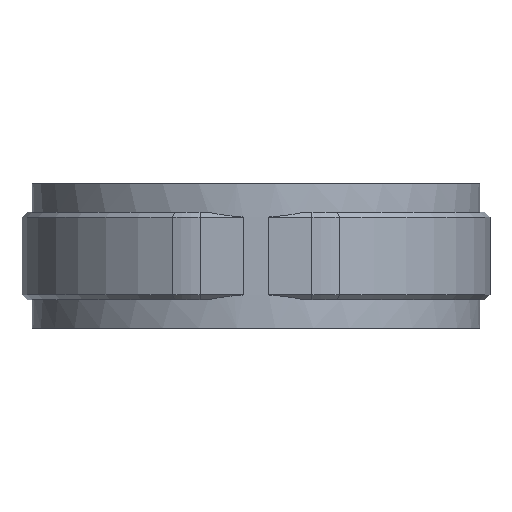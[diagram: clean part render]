
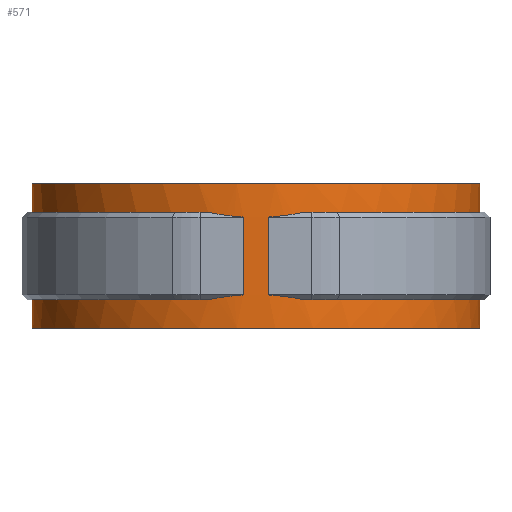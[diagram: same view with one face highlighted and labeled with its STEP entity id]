
A CAD part, front view. The second image highlights one B-rep face of the part: STEP entity #571.
In plain terms, the highlighted cylindrical face has radius 43.5 mm (diameter 87 mm), a partial arc.
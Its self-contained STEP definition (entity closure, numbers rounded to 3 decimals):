
#571 = ADVANCED_FACE( '', ( #1072 ), #1073, .T. );
#1072 = FACE_OUTER_BOUND( '', #2408, .T. );
#1073 = CYLINDRICAL_SURFACE( '', #2409, 43.5 );
#2408 = EDGE_LOOP( '', ( #5386, #5387, #5388, #5389, #5390, #5391, #5392, #5393, #5394, #5395, #5396, #5397, #5398, #5399, #5400, #5401 ) );
#2409 = AXIS2_PLACEMENT_3D( '', #5402, #5403, #5404 );
#5386 = ORIENTED_EDGE( '', *, *, #7833, .F. );
#5387 = ORIENTED_EDGE( '', *, *, #7834, .T. );
#5388 = ORIENTED_EDGE( '', *, *, #7818, .T. );
#5389 = ORIENTED_EDGE( '', *, *, #7809, .T. );
#5390 = ORIENTED_EDGE( '', *, *, #7796, .T. );
#5391 = ORIENTED_EDGE( '', *, *, #7802, .F. );
#5392 = ORIENTED_EDGE( '', *, *, #7835, .T. );
#5393 = ORIENTED_EDGE( '', *, *, #7836, .T. );
#5394 = ORIENTED_EDGE( '', *, *, #7837, .F. );
#5395 = ORIENTED_EDGE( '', *, *, #7838, .T. );
#5396 = ORIENTED_EDGE( '', *, *, #7839, .F. );
#5397 = ORIENTED_EDGE( '', *, *, #7804, .F. );
#5398 = ORIENTED_EDGE( '', *, *, #7788, .F. );
#5399 = ORIENTED_EDGE( '', *, *, #7815, .T. );
#5400 = ORIENTED_EDGE( '', *, *, #7840, .F. );
#5401 = ORIENTED_EDGE( '', *, *, #7841, .T. );
#5402 = CARTESIAN_POINT( '', ( 0., 0., -14. ) );
#5403 = DIRECTION( '', ( 0., 0., -1. ) );
#5404 = DIRECTION( '', ( -1., 0., 0. ) );
#7788 = EDGE_CURVE( '', #9039, #9041, #9042, .T. );
#7796 = EDGE_CURVE( '', #9055, #9053, #9056, .T. );
#7802 = EDGE_CURVE( '', #9064, #9053, #9066, .T. );
#7804 = EDGE_CURVE( '', #9041, #9068, #9069, .T. );
#7809 = EDGE_CURVE( '', #9075, #9055, #9076, .T. );
#7815 = EDGE_CURVE( '', #9039, #9085, #9087, .T. );
#7818 = EDGE_CURVE( '', #9090, #9075, #9091, .T. );
#7833 = EDGE_CURVE( '', #9108, #9109, #9110, .F. );
#7834 = EDGE_CURVE( '', #9108, #9090, #9111, .T. );
#7835 = EDGE_CURVE( '', #9064, #9112, #9113, .T. );
#7836 = EDGE_CURVE( '', #9112, #9114, #9115, .T. );
#7837 = EDGE_CURVE( '', #9116, #9114, #9117, .T. );
#7838 = EDGE_CURVE( '', #9116, #9118, #9119, .F. );
#7839 = EDGE_CURVE( '', #9068, #9118, #9120, .T. );
#7840 = EDGE_CURVE( '', #9121, #9085, #9122, .T. );
#7841 = EDGE_CURVE( '', #9121, #9109, #9123, .F. );
#9039 = VERTEX_POINT( '', #12809 );
#9041 = VERTEX_POINT( '', #12812 );
#9042 = CIRCLE( '', #12813, 43.5 );
#9053 = VERTEX_POINT( '', #12829 );
#9055 = VERTEX_POINT( '', #12832 );
#9056 = CIRCLE( '', #12833, 43.5 );
#9064 = VERTEX_POINT( '', #12847 );
#9066 = LINE( '', #12850, #12851 );
#9068 = VERTEX_POINT( '', #12854 );
#9069 = LINE( '', #12855, #12856 );
#9075 = VERTEX_POINT( '', #12868 );
#9076 = LINE( '', #12869, #12870 );
#9085 = VERTEX_POINT( '', #12887 );
#9087 = LINE( '', #12890, #12891 );
#9090 = VERTEX_POINT( '', #12896 );
#9091 = CIRCLE( '', #12897, 43.5 );
#9108 = VERTEX_POINT( '', #12926 );
#9109 = VERTEX_POINT( '', #12927 );
#9110 = LINE( '', #12928, #12929 );
#9111 = ELLIPSE( '', #12930, 61.518, 43.5 );
#9112 = VERTEX_POINT( '', #12931 );
#9113 = CIRCLE( '', #12932, 43.5 );
#9114 = VERTEX_POINT( '', #12933 );
#9115 = ELLIPSE( '', #12934, 61.518, 43.5 );
#9116 = VERTEX_POINT( '', #12935 );
#9117 = LINE( '', #12936, #12937 );
#9118 = VERTEX_POINT( '', #12938 );
#9119 = ELLIPSE( '', #12939, 61.518, 43.5 );
#9120 = CIRCLE( '', #12940, 43.5 );
#9121 = VERTEX_POINT( '', #12941 );
#9122 = CIRCLE( '', #12942, 43.5 );
#9123 = ELLIPSE( '', #12943, 61.518, 43.5 );
#12809 = CARTESIAN_POINT( '', ( 6., 43.084, -14. ) );
#12812 = CARTESIAN_POINT( '', ( -6., 43.084, -14. ) );
#12813 = AXIS2_PLACEMENT_3D( '', #14819, #14820, #14821 );
#12829 = CARTESIAN_POINT( '', ( -6., 43.084, 14. ) );
#12832 = CARTESIAN_POINT( '', ( 6., 43.084, 14. ) );
#12833 = AXIS2_PLACEMENT_3D( '', #14831, #14832, #14833 );
#12847 = CARTESIAN_POINT( '', ( -6., 43.084, 8.5 ) );
#12850 = CARTESIAN_POINT( '', ( -6., 43.084, -14. ) );
#12851 = VECTOR( '', #14838, 1000. );
#12854 = CARTESIAN_POINT( '', ( -6., 43.084, -8.5 ) );
#12855 = CARTESIAN_POINT( '', ( -6., 43.084, -14. ) );
#12856 = VECTOR( '', #14840, 1000. );
#12868 = CARTESIAN_POINT( '', ( 6., 43.084, 8.5 ) );
#12869 = CARTESIAN_POINT( '', ( 6., 43.084, -14. ) );
#12870 = VECTOR( '', #14844, 1000. );
#12887 = CARTESIAN_POINT( '', ( 6., 43.084, -8.5 ) );
#12890 = CARTESIAN_POINT( '', ( 6., 43.084, -14. ) );
#12891 = VECTOR( '', #14848, 1000. );
#12896 = CARTESIAN_POINT( '', ( 9.274, -42.5, 8.5 ) );
#12897 = AXIS2_PLACEMENT_3D( '', #14851, #14852, #14853 );
#12926 = CARTESIAN_POINT( '', ( 2.5, -43.428, 7.572 ) );
#12927 = CARTESIAN_POINT( '', ( 2.5, -43.428, -7.572 ) );
#12928 = CARTESIAN_POINT( '', ( 2.5, -43.428, -14. ) );
#12929 = VECTOR( '', #14872, 1000. );
#12930 = AXIS2_PLACEMENT_3D( '', #14873, #14874, #14875 );
#12931 = CARTESIAN_POINT( '', ( -9.274, -42.5, 8.5 ) );
#12932 = AXIS2_PLACEMENT_3D( '', #14876, #14877, #14878 );
#12933 = CARTESIAN_POINT( '', ( -2.5, -43.428, 7.572 ) );
#12934 = AXIS2_PLACEMENT_3D( '', #14879, #14880, #14881 );
#12935 = CARTESIAN_POINT( '', ( -2.5, -43.428, -7.572 ) );
#12936 = CARTESIAN_POINT( '', ( -2.5, -43.428, -14. ) );
#12937 = VECTOR( '', #14882, 1000. );
#12938 = CARTESIAN_POINT( '', ( -9.274, -42.5, -8.5 ) );
#12939 = AXIS2_PLACEMENT_3D( '', #14883, #14884, #14885 );
#12940 = AXIS2_PLACEMENT_3D( '', #14886, #14887, #14888 );
#12941 = CARTESIAN_POINT( '', ( 9.274, -42.5, -8.5 ) );
#12942 = AXIS2_PLACEMENT_3D( '', #14889, #14890, #14891 );
#12943 = AXIS2_PLACEMENT_3D( '', #14892, #14893, #14894 );
#14819 = CARTESIAN_POINT( '', ( 0., 0., -14. ) );
#14820 = DIRECTION( '', ( 0., 0., -1. ) );
#14821 = DIRECTION( '', ( 1., 0., 0. ) );
#14831 = CARTESIAN_POINT( '', ( 0., 0., 14. ) );
#14832 = DIRECTION( '', ( 0., 0., -1. ) );
#14833 = DIRECTION( '', ( 1., 0., 0. ) );
#14838 = DIRECTION( '', ( 0., 0., 1. ) );
#14840 = DIRECTION( '', ( 0., 0., 1. ) );
#14844 = DIRECTION( '', ( 0., 0., 1. ) );
#14848 = DIRECTION( '', ( 0., 0., 1. ) );
#14851 = CARTESIAN_POINT( '', ( 0., 0., 8.5 ) );
#14852 = DIRECTION( '', ( 0., 0., 1. ) );
#14853 = DIRECTION( '', ( 1., 0., 0. ) );
#14872 = DIRECTION( '', ( 0., 0., 1. ) );
#14873 = CARTESIAN_POINT( '', ( 0., 0., 51. ) );
#14874 = DIRECTION( '', ( 0., -0.707, 0.707 ) );
#14875 = DIRECTION( '', ( 0., 0.707, 0.707 ) );
#14876 = CARTESIAN_POINT( '', ( 0., 0., 8.5 ) );
#14877 = DIRECTION( '', ( 0., 0., 1. ) );
#14878 = DIRECTION( '', ( 1., 0., 0. ) );
#14879 = CARTESIAN_POINT( '', ( 0., 0., 51. ) );
#14880 = DIRECTION( '', ( 0., -0.707, 0.707 ) );
#14881 = DIRECTION( '', ( 0., 0.707, 0.707 ) );
#14882 = DIRECTION( '', ( 0., 0., 1. ) );
#14883 = CARTESIAN_POINT( '', ( 0., 0., -51. ) );
#14884 = DIRECTION( '', ( 0., 0.707, 0.707 ) );
#14885 = DIRECTION( '', ( 0., -0.707, 0.707 ) );
#14886 = CARTESIAN_POINT( '', ( 0., 0., -8.5 ) );
#14887 = DIRECTION( '', ( 0., 0., 1. ) );
#14888 = DIRECTION( '', ( 1., 0., 0. ) );
#14889 = CARTESIAN_POINT( '', ( 0., 0., -8.5 ) );
#14890 = DIRECTION( '', ( 0., 0., 1. ) );
#14891 = DIRECTION( '', ( 1., 0., 0. ) );
#14892 = CARTESIAN_POINT( '', ( 0., 0., -51. ) );
#14893 = DIRECTION( '', ( 0., 0.707, 0.707 ) );
#14894 = DIRECTION( '', ( 0., -0.707, 0.707 ) );
